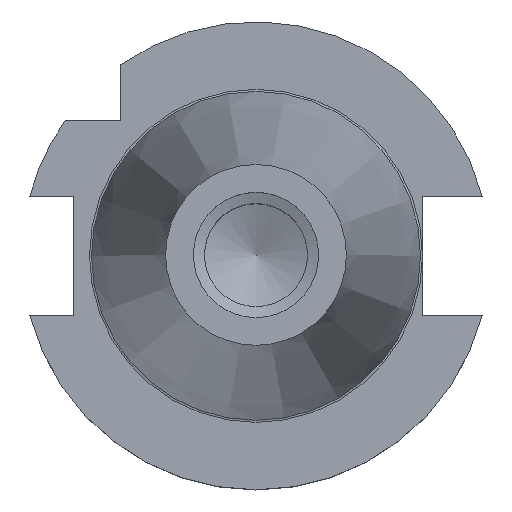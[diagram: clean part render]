
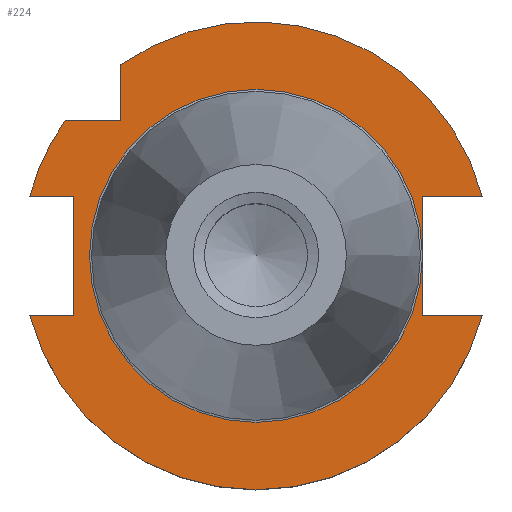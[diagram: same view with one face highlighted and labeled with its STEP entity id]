
A CAD part, top view. The second image highlights one B-rep face of the part: STEP entity #224.
In plain terms, the highlighted planar face has unit normal (0, 0, 1).
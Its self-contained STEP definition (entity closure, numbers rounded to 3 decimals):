
#48=PLANE('',#868);
#70=FACE_OUTER_BOUND('',#327,.T.);
#105=LINE('',#1238,#157);
#106=LINE('',#1240,#158);
#107=LINE('',#1243,#159);
#108=LINE('',#1245,#160);
#109=LINE('',#1246,#161);
#110=LINE('',#1248,#162);
#111=LINE('',#1249,#163);
#112=LINE('',#1251,#164);
#113=LINE('',#1253,#165);
#157=VECTOR('',#994,1.);
#158=VECTOR('',#995,1.);
#159=VECTOR('',#998,1.);
#160=VECTOR('',#999,1.);
#161=VECTOR('',#1000,1.);
#162=VECTOR('',#1001,1.);
#163=VECTOR('',#1002,1.);
#164=VECTOR('',#1003,1.);
#165=VECTOR('',#1004,1.);
#224=ADVANCED_FACE('',(#70),#48,.F.);
#327=EDGE_LOOP('',(#407,#408,#409,#410,#411,#412,#413,#414,#415,#416,#417,
#418,#419));
#407=ORIENTED_EDGE('',*,*,#697,.F.);
#408=ORIENTED_EDGE('',*,*,#698,.T.);
#409=ORIENTED_EDGE('',*,*,#699,.T.);
#410=ORIENTED_EDGE('',*,*,#700,.T.);
#411=ORIENTED_EDGE('',*,*,#701,.T.);
#412=ORIENTED_EDGE('',*,*,#688,.T.);
#413=ORIENTED_EDGE('',*,*,#702,.T.);
#414=ORIENTED_EDGE('',*,*,#703,.F.);
#415=ORIENTED_EDGE('',*,*,#692,.F.);
#416=ORIENTED_EDGE('',*,*,#704,.F.);
#417=ORIENTED_EDGE('',*,*,#705,.F.);
#418=ORIENTED_EDGE('',*,*,#706,.T.);
#419=ORIENTED_EDGE('',*,*,#684,.F.);
#605=VERTEX_POINT('',#1204);
#607=VERTEX_POINT('',#1208);
#608=VERTEX_POINT('',#1212);
#611=VERTEX_POINT('',#1217);
#613=VERTEX_POINT('',#1222);
#615=VERTEX_POINT('',#1226);
#620=VERTEX_POINT('',#1239);
#621=VERTEX_POINT('',#1241);
#622=VERTEX_POINT('',#1244);
#623=VERTEX_POINT('',#1247);
#624=VERTEX_POINT('',#1250);
#625=VERTEX_POINT('',#1252);
#684=EDGE_CURVE('',#607,#605,#789,.T.);
#688=EDGE_CURVE('',#608,#611,#791,.T.);
#692=EDGE_CURVE('',#615,#613,#793,.T.);
#697=EDGE_CURVE('',#620,#607,#105,.T.);
#698=EDGE_CURVE('',#620,#621,#106,.T.);
#699=EDGE_CURVE('',#621,#621,#796,.T.);
#700=EDGE_CURVE('',#621,#622,#107,.T.);
#701=EDGE_CURVE('',#622,#608,#108,.T.);
#702=EDGE_CURVE('',#611,#623,#109,.T.);
#703=EDGE_CURVE('',#613,#623,#110,.T.);
#704=EDGE_CURVE('',#624,#615,#111,.T.);
#705=EDGE_CURVE('',#625,#624,#112,.T.);
#706=EDGE_CURVE('',#625,#605,#113,.T.);
#789=CIRCLE('',#856,31.75);
#791=CIRCLE('',#859,31.75);
#793=CIRCLE('',#862,31.75);
#796=CIRCLE('',#867,22.6);
#856=AXIS2_PLACEMENT_3D('',#1209,#966,#967);
#859=AXIS2_PLACEMENT_3D('',#1218,#974,#975);
#862=AXIS2_PLACEMENT_3D('',#1227,#982,#983);
#867=AXIS2_PLACEMENT_3D('',#1242,#996,#997);
#868=AXIS2_PLACEMENT_3D('',#1254,#1005,#1006);
#966=DIRECTION('',(0.,0.,-1.));
#967=DIRECTION('',(-1.,0.,0.));
#974=DIRECTION('',(0.,0.,1.));
#975=DIRECTION('',(-1.,0.,0.));
#982=DIRECTION('',(0.,0.,-1.));
#983=DIRECTION('',(-1.,0.,0.));
#994=DIRECTION('',(1.,0.,0.));
#995=DIRECTION('',(0.,1.,0.));
#996=DIRECTION('',(0.,0.,-1.));
#997=DIRECTION('',(-1.,0.,0.));
#998=DIRECTION('',(0.,1.,0.));
#999=DIRECTION('',(1.,0.,0.));
#1000=DIRECTION('',(0.,-1.,0.));
#1001=DIRECTION('',(1.,0.,0.));
#1002=DIRECTION('',(-1.,0.,0.));
#1003=DIRECTION('',(0.,1.,0.));
#1004=DIRECTION('',(-1.,0.,0.));
#1005=DIRECTION('',(0.,0.,-1.));
#1006=DIRECTION('',(-1.,0.,0.));
#1204=CARTESIAN_POINT('',(-30.701,-8.095,-3.2));
#1208=CARTESIAN_POINT('',(30.701,-8.095,-3.2));
#1209=CARTESIAN_POINT('',(0.,0.,-3.2));
#1212=CARTESIAN_POINT('',(30.701,8.095,-3.2));
#1217=CARTESIAN_POINT('',(-18.35,25.91,-3.2));
#1218=CARTESIAN_POINT('',(0.,0.,-3.2));
#1222=CARTESIAN_POINT('',(-25.91,18.35,-3.2));
#1226=CARTESIAN_POINT('',(-30.701,8.095,-3.2));
#1227=CARTESIAN_POINT('',(0.,0.,-3.2));
#1238=CARTESIAN_POINT('',(0.,-8.095,-3.2));
#1239=CARTESIAN_POINT('',(22.6,-8.095,-3.2));
#1240=CARTESIAN_POINT('',(22.6,22.,-3.2));
#1241=CARTESIAN_POINT('',(22.6,0.,-3.2));
#1242=CARTESIAN_POINT('',(0.,0.,-3.2));
#1243=CARTESIAN_POINT('',(22.6,22.,-3.2));
#1244=CARTESIAN_POINT('',(22.6,8.095,-3.2));
#1245=CARTESIAN_POINT('',(41.75,8.095,-3.2));
#1246=CARTESIAN_POINT('',(-18.35,22.,-3.2));
#1247=CARTESIAN_POINT('',(-18.35,18.35,-3.2));
#1248=CARTESIAN_POINT('',(0.,18.35,-3.2));
#1249=CARTESIAN_POINT('',(0.,8.095,-3.2));
#1250=CARTESIAN_POINT('',(-24.8,8.095,-3.2));
#1251=CARTESIAN_POINT('',(-24.8,22.,-3.2));
#1252=CARTESIAN_POINT('',(-24.8,-8.095,-3.2));
#1253=CARTESIAN_POINT('',(-41.75,-8.095,-3.2));
#1254=CARTESIAN_POINT('',(0.,22.,-3.2));
